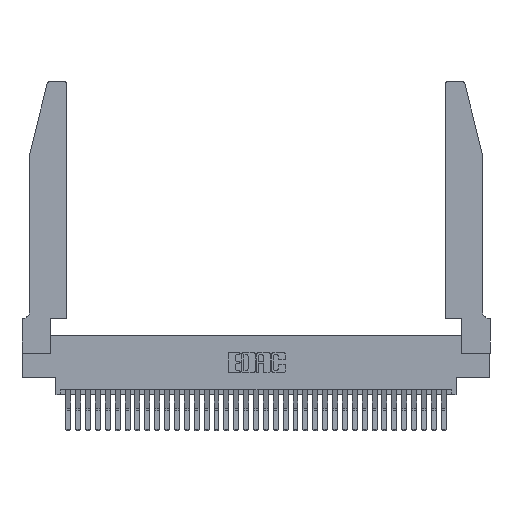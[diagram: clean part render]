
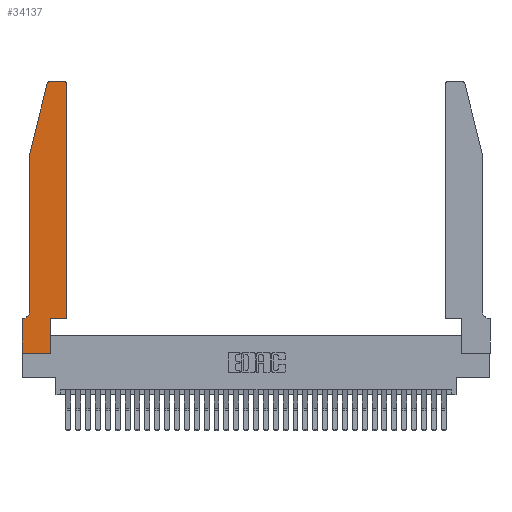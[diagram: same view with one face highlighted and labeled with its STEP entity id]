
A CAD part, top view. The second image highlights one B-rep face of the part: STEP entity #34137.
In plain terms, the highlighted planar face has unit normal (0, 0, 1).
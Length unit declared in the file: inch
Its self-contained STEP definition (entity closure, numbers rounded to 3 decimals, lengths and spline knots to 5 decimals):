
#81 = VERTEX_POINT ( 'NONE', #31848 ) ;
#153 = LINE ( 'NONE', #20782, #5925 ) ;
#585 = ORIENTED_EDGE ( 'NONE', *, *, #21299, .T. ) ;
#769 = LINE ( 'NONE', #20337, #15003 ) ;
#850 = DIRECTION ( 'NONE',  ( -1., 0., 0. ) ) ;
#1255 = PLANE ( 'NONE',  #16718 ) ;
#2716 = VECTOR ( 'NONE', #25696, 39.37008 ) ;
#3101 = EDGE_CURVE ( 'NONE', #27529, #34115, #33400, .T. ) ;
#3601 = LINE ( 'NONE', #22979, #2716 ) ;
#4843 = ORIENTED_EDGE ( 'NONE', *, *, #21955, .T. ) ;
#5098 = CIRCLE ( 'NONE', #11237, 0.03 ) ;
#5651 = EDGE_LOOP ( 'NONE', ( #25447, #11751, #22168, #18087, #8157, #4843, #34529, #16374, #24724, #18380, #22711, #585 ) ) ;
#5925 = VECTOR ( 'NONE', #12461, 39.37008 ) ;
#6979 = CARTESIAN_POINT ( 'NONE',  ( 0., 0.35, 0.37 ) ) ;
#7314 = CARTESIAN_POINT ( 'NONE',  ( 0.4205, 2.75, 0.37 ) ) ;
#7548 = VERTEX_POINT ( 'NONE', #23134 ) ;
#8157 = ORIENTED_EDGE ( 'NONE', *, *, #28583, .T. ) ;
#8312 = CARTESIAN_POINT ( 'NONE',  ( 0.284, 2.75, 0.37 ) ) ;
#8692 = VERTEX_POINT ( 'NONE', #27596 ) ;
#8741 = LINE ( 'NONE', #10895, #24386 ) ;
#9064 = LINE ( 'NONE', #10454, #22986 ) ;
#9113 = DIRECTION ( 'NONE',  ( 0., -1., 0. ) ) ;
#9766 = CARTESIAN_POINT ( 'NONE',  ( 0.4205, 2.72, 0.37 ) ) ;
#9878 = DIRECTION ( 'NONE',  ( 1., 0., 0. ) ) ;
#10186 = DIRECTION ( 'NONE',  ( 0., 0., 1. ) ) ;
#10454 = CARTESIAN_POINT ( 'NONE',  ( 0.2865, 0.35, 0.37 ) ) ;
#10594 = VECTOR ( 'NONE', #35264, 39.37008 ) ;
#10895 = CARTESIAN_POINT ( 'NONE',  ( 0.0755, 2., 0.37 ) ) ;
#11094 = EDGE_CURVE ( 'NONE', #29297, #7548, #22255, .T. ) ;
#11237 = AXIS2_PLACEMENT_3D ( 'NONE', #9766, #29061, #12618 ) ;
#11669 = VECTOR ( 'NONE', #18682, 39.37008 ) ;
#11751 = ORIENTED_EDGE ( 'NONE', *, *, #25993, .T. ) ;
#12461 = DIRECTION ( 'NONE',  ( -1., 0., 0. ) ) ;
#12618 = DIRECTION ( 'NONE',  ( 1., 0., 0. ) ) ;
#12882 = CARTESIAN_POINT ( 'NONE',  ( 0.0055, 0.35, 0.37 ) ) ;
#12962 = LINE ( 'NONE', #18465, #13858 ) ;
#13154 = DIRECTION ( 'NONE',  ( 0., 1., 0. ) ) ;
#13858 = VECTOR ( 'NONE', #34824, 39.37008 ) ;
#14226 = EDGE_CURVE ( 'NONE', #20110, #19131, #25419, .T. ) ;
#14690 = VERTEX_POINT ( 'NONE', #31460 ) ;
#15003 = VECTOR ( 'NONE', #9113, 39.37008 ) ;
#16036 = VERTEX_POINT ( 'NONE', #12882 ) ;
#16229 = EDGE_CURVE ( 'NONE', #34115, #23189, #8741, .T. ) ;
#16374 = ORIENTED_EDGE ( 'NONE', *, *, #24212, .T. ) ;
#16568 = FACE_OUTER_BOUND ( 'NONE', #5651, .T. ) ;
#16718 = AXIS2_PLACEMENT_3D ( 'NONE', #6979, #26416, #9878 ) ;
#17792 = DIRECTION ( 'NONE',  ( 0., 0., -1. ) ) ;
#18087 = ORIENTED_EDGE ( 'NONE', *, *, #16229, .T. ) ;
#18380 = ORIENTED_EDGE ( 'NONE', *, *, #29818, .T. ) ;
#18465 = CARTESIAN_POINT ( 'NONE',  ( 0., 0., 0.37 ) ) ;
#18682 = DIRECTION ( 'NONE',  ( -1., 0., 0. ) ) ;
#18796 = VERTEX_POINT ( 'NONE', #23540 ) ;
#19131 = VERTEX_POINT ( 'NONE', #8312 ) ;
#20013 = CIRCLE ( 'NONE', #30149, 0.07 ) ;
#20110 = VERTEX_POINT ( 'NONE', #7314 ) ;
#20337 = CARTESIAN_POINT ( 'NONE',  ( 0., 0., 0.37 ) ) ;
#20782 = CARTESIAN_POINT ( 'NONE',  ( 0.0755, 0.35, 0.37 ) ) ;
#21299 = EDGE_CURVE ( 'NONE', #7548, #20110, #5098, .T. ) ;
#21892 = CIRCLE ( 'NONE', #27069, 0.03 ) ;
#21955 = EDGE_CURVE ( 'NONE', #16036, #8692, #153, .T. ) ;
#22144 = EDGE_CURVE ( 'NONE', #14690, #18796, #9064, .T. ) ;
#22168 = ORIENTED_EDGE ( 'NONE', *, *, #3101, .T. ) ;
#22255 = LINE ( 'NONE', #32341, #27821 ) ;
#22446 = CARTESIAN_POINT ( 'NONE',  ( 0.25487, 2.72718, 0.37 ) ) ;
#22711 = ORIENTED_EDGE ( 'NONE', *, *, #11094, .T. ) ;
#22979 = CARTESIAN_POINT ( 'NONE',  ( 0.4505, 0.35, 0.37 ) ) ;
#22986 = VECTOR ( 'NONE', #35091, 39.37008 ) ;
#23134 = CARTESIAN_POINT ( 'NONE',  ( 0.4505, 2.72, 0.37 ) ) ;
#23189 = VERTEX_POINT ( 'NONE', #27498 ) ;
#23540 = CARTESIAN_POINT ( 'NONE',  ( 0.2865, 0.35, 0.37 ) ) ;
#24212 = EDGE_CURVE ( 'NONE', #81, #14690, #12962, .T. ) ;
#24386 = VECTOR ( 'NONE', #30175, 39.37008 ) ;
#24724 = ORIENTED_EDGE ( 'NONE', *, *, #22144, .T. ) ;
#25419 = LINE ( 'NONE', #35036, #11669 ) ;
#25447 = ORIENTED_EDGE ( 'NONE', *, *, #14226, .T. ) ;
#25696 = DIRECTION ( 'NONE',  ( 1., 0., 0. ) ) ;
#25993 = EDGE_CURVE ( 'NONE', #19131, #27529, #21892, .T. ) ;
#26416 = DIRECTION ( 'NONE',  ( 0., 0., 1. ) ) ;
#26716 = CARTESIAN_POINT ( 'NONE',  ( 0.284, 2.72, 0.37 ) ) ;
#27069 = AXIS2_PLACEMENT_3D ( 'NONE', #26716, #10186, #29454 ) ;
#27498 = CARTESIAN_POINT ( 'NONE',  ( 0.0755, 0.42, 0.37 ) ) ;
#27529 = VERTEX_POINT ( 'NONE', #22446 ) ;
#27596 = CARTESIAN_POINT ( 'NONE',  ( 0., 0.35, 0.37 ) ) ;
#27821 = VECTOR ( 'NONE', #13154, 39.37008 ) ;
#28583 = EDGE_CURVE ( 'NONE', #23189, #16036, #20013, .T. ) ;
#29056 = CARTESIAN_POINT ( 'NONE',  ( 0.0755, 2., 0.37 ) ) ;
#29061 = DIRECTION ( 'NONE',  ( 0., 0., 1. ) ) ;
#29297 = VERTEX_POINT ( 'NONE', #34458 ) ;
#29454 = DIRECTION ( 'NONE',  ( 1., 0., 0. ) ) ;
#29818 = EDGE_CURVE ( 'NONE', #18796, #29297, #3601, .T. ) ;
#30149 = AXIS2_PLACEMENT_3D ( 'NONE', #34159, #17792, #850 ) ;
#30175 = DIRECTION ( 'NONE',  ( 0., -1., 0. ) ) ;
#31460 = CARTESIAN_POINT ( 'NONE',  ( 0.2865, 0., 0.37 ) ) ;
#31848 = CARTESIAN_POINT ( 'NONE',  ( 0., 0., 0.37 ) ) ;
#32173 = EDGE_CURVE ( 'NONE', #8692, #81, #769, .T. ) ;
#32341 = CARTESIAN_POINT ( 'NONE',  ( 0.4505, 0.35, 0.37 ) ) ;
#32544 = CARTESIAN_POINT ( 'NONE',  ( 0.0755, 2., 0.37 ) ) ;
#33400 = LINE ( 'NONE', #32544, #10594 ) ;
#34115 = VERTEX_POINT ( 'NONE', #29056 ) ;
#34137 = ADVANCED_FACE ( 'NONE', ( #16568 ), #1255, .T. ) ;
#34159 = CARTESIAN_POINT ( 'NONE',  ( 0.0055, 0.42, 0.37 ) ) ;
#34458 = CARTESIAN_POINT ( 'NONE',  ( 0.4505, 0.35, 0.37 ) ) ;
#34529 = ORIENTED_EDGE ( 'NONE', *, *, #32173, .T. ) ;
#34824 = DIRECTION ( 'NONE',  ( 1., 0., 0. ) ) ;
#35036 = CARTESIAN_POINT ( 'NONE',  ( 0.2605, 2.75, 0.37 ) ) ;
#35091 = DIRECTION ( 'NONE',  ( 0., 1., 0. ) ) ;
#35264 = DIRECTION ( 'NONE',  ( -0.239, -0.971, 0. ) ) ;
